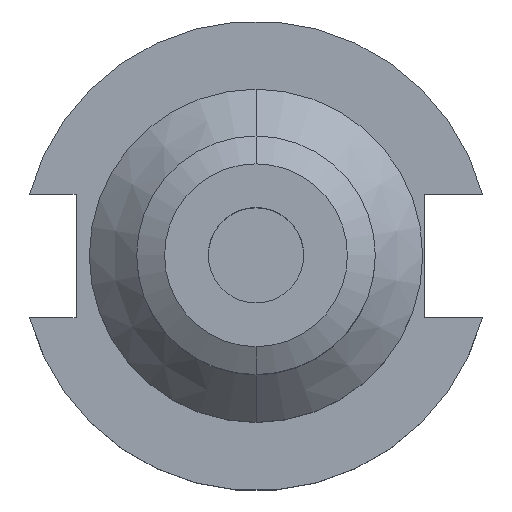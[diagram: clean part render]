
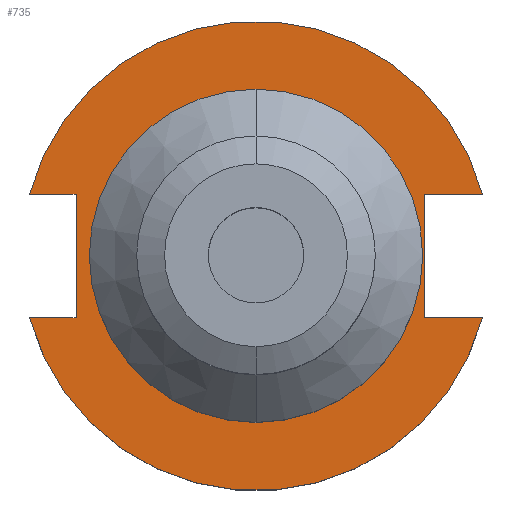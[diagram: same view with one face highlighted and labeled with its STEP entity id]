
A CAD part, top view. The second image highlights one B-rep face of the part: STEP entity #735.
In plain terms, the highlighted planar face has unit normal (0, 0, 1).
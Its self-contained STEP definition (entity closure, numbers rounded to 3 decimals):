
#13 = CARTESIAN_POINT ( 'NONE',  ( 35.306, -12.954, 19.05 ) ) ;
#37 = VERTEX_POINT ( 'NONE', #1877 ) ;
#45 = VERTEX_POINT ( 'NONE', #1884 ) ;
#47 = VECTOR ( 'NONE', #1043, 1000. ) ;
#49 = AXIS2_PLACEMENT_3D ( 'NONE', #1403, #1408, #1416 ) ;
#114 = EDGE_LOOP ( 'NONE', ( #689, #798 ) ) ;
#121 = VECTOR ( 'NONE', #1751, 1000. ) ;
#123 = EDGE_CURVE ( 'NONE', #1372, #1108, #1266, .T. ) ;
#143 = VECTOR ( 'NONE', #1190, 1000. ) ;
#266 = ORIENTED_EDGE ( 'NONE', *, *, #427, .T. ) ;
#286 = FACE_OUTER_BOUND ( 'NONE', #1619, .T. ) ;
#320 = VERTEX_POINT ( 'NONE', #580 ) ;
#325 = AXIS2_PLACEMENT_3D ( 'NONE', #1706, #1713, #1719 ) ;
#355 = CARTESIAN_POINT ( 'NONE',  ( 0., 0., 19.05 ) ) ;
#359 = VECTOR ( 'NONE', #1852, 1000. ) ;
#383 = CARTESIAN_POINT ( 'NONE',  ( -47.477, 12.954, 19.05 ) ) ;
#385 = CARTESIAN_POINT ( 'NONE',  ( -37.719, 12.954, 19.05 ) ) ;
#396 = VERTEX_POINT ( 'NONE', #964 ) ;
#421 = LINE ( 'NONE', #1060, #47 ) ;
#427 = EDGE_CURVE ( 'NONE', #607, #1909, #1429, .T. ) ;
#437 = ORIENTED_EDGE ( 'NONE', *, *, #706, .F. ) ;
#442 = ORIENTED_EDGE ( 'NONE', *, *, #1494, .F. ) ;
#486 = DIRECTION ( 'NONE',  ( 0., 0., 1. ) ) ;
#499 = CIRCLE ( 'NONE', #325, 34.925 ) ;
#501 = EDGE_CURVE ( 'NONE', #37, #320, #499, .T. ) ;
#508 = LINE ( 'NONE', #1691, #121 ) ;
#511 = DIRECTION ( 'NONE',  ( 1., 0., 0. ) ) ;
#512 = DIRECTION ( 'NONE',  ( 1., 0., 0. ) ) ;
#530 = LINE ( 'NONE', #812, #1697 ) ;
#580 = CARTESIAN_POINT ( 'NONE',  ( 34.925, 0., 19.05 ) ) ;
#607 = VERTEX_POINT ( 'NONE', #1466 ) ;
#644 = CARTESIAN_POINT ( 'NONE',  ( -37.719, -12.954, 19.05 ) ) ;
#655 = ORIENTED_EDGE ( 'NONE', *, *, #123, .F. ) ;
#673 = AXIS2_PLACEMENT_3D ( 'NONE', #1607, #1845, #1853 ) ;
#689 = ORIENTED_EDGE ( 'NONE', *, *, #1740, .F. ) ;
#706 = EDGE_CURVE ( 'NONE', #1462, #396, #421, .T. ) ;
#735 = ADVANCED_FACE ( 'NONE', ( #1558, #286 ), #1592, .T. ) ;
#752 = AXIS2_PLACEMENT_3D ( 'NONE', #355, #486, #512 ) ;
#798 = ORIENTED_EDGE ( 'NONE', *, *, #501, .F. ) ;
#812 = CARTESIAN_POINT ( 'NONE',  ( 35.306, 12.954, 19.05 ) ) ;
#814 = CARTESIAN_POINT ( 'NONE',  ( -63.719, -12.954, 19.05 ) ) ;
#846 = EDGE_CURVE ( 'NONE', #607, #1372, #1537, .T. ) ;
#852 = AXIS2_PLACEMENT_3D ( 'NONE', #1160, #1449, #511 ) ;
#856 = VECTOR ( 'NONE', #1689, 1000. ) ;
#889 = EDGE_CURVE ( 'NONE', #1462, #1326, #1699, .T. ) ;
#964 = CARTESIAN_POINT ( 'NONE',  ( 35.306, 12.954, 19.05 ) ) ;
#985 = DIRECTION ( 'NONE',  ( 0., -1., 0. ) ) ;
#1043 = DIRECTION ( 'NONE',  ( -1., 0., 0. ) ) ;
#1060 = CARTESIAN_POINT ( 'NONE',  ( 35.306, 12.954, 19.05 ) ) ;
#1108 = VERTEX_POINT ( 'NONE', #385 ) ;
#1160 = CARTESIAN_POINT ( 'NONE',  ( 0., 0., 19.05 ) ) ;
#1187 = EDGE_CURVE ( 'NONE', #45, #1909, #1788, .T. ) ;
#1190 = DIRECTION ( 'NONE',  ( 1., 0., 0. ) ) ;
#1258 = CARTESIAN_POINT ( 'NONE',  ( 47.477, 12.954, 19.05 ) ) ;
#1266 = LINE ( 'NONE', #1432, #856 ) ;
#1326 = VERTEX_POINT ( 'NONE', #383 ) ;
#1372 = VERTEX_POINT ( 'NONE', #644 ) ;
#1403 = CARTESIAN_POINT ( 'NONE',  ( 0., 0., 19.05 ) ) ;
#1408 = DIRECTION ( 'NONE',  ( 0., 0., 1. ) ) ;
#1416 = DIRECTION ( 'NONE',  ( 1., 0., 0. ) ) ;
#1429 = CIRCLE ( 'NONE', #49, 49.212 ) ;
#1432 = CARTESIAN_POINT ( 'NONE',  ( -37.719, 12.954, 19.05 ) ) ;
#1449 = DIRECTION ( 'NONE',  ( 0., 0., 1. ) ) ;
#1462 = VERTEX_POINT ( 'NONE', #1258 ) ;
#1466 = CARTESIAN_POINT ( 'NONE',  ( -47.477, -12.954, 19.05 ) ) ;
#1494 = EDGE_CURVE ( 'NONE', #1108, #1326, #508, .T. ) ;
#1537 = LINE ( 'NONE', #814, #359 ) ;
#1558 = FACE_BOUND ( 'NONE', #114, .T. ) ;
#1592 = PLANE ( 'NONE',  #673 ) ;
#1607 = CARTESIAN_POINT ( 'NONE',  ( 0., 49.212, 19.05 ) ) ;
#1610 = ORIENTED_EDGE ( 'NONE', *, *, #889, .T. ) ;
#1619 = EDGE_LOOP ( 'NONE', ( #266, #1823, #1685, #437, #1610, #442, #655, #1630 ) ) ;
#1630 = ORIENTED_EDGE ( 'NONE', *, *, #846, .F. ) ;
#1685 = ORIENTED_EDGE ( 'NONE', *, *, #1848, .F. ) ;
#1689 = DIRECTION ( 'NONE',  ( 0., 1., 0. ) ) ;
#1691 = CARTESIAN_POINT ( 'NONE',  ( -63.719, 12.954, 19.05 ) ) ;
#1697 = VECTOR ( 'NONE', #985, 1000. ) ;
#1699 = CIRCLE ( 'NONE', #852, 49.212 ) ;
#1700 = CARTESIAN_POINT ( 'NONE',  ( 47.477, -12.954, 19.05 ) ) ;
#1706 = CARTESIAN_POINT ( 'NONE',  ( 0., 0., 19.05 ) ) ;
#1713 = DIRECTION ( 'NONE',  ( 0., 0., 1. ) ) ;
#1719 = DIRECTION ( 'NONE',  ( 1., 0., 0. ) ) ;
#1740 = EDGE_CURVE ( 'NONE', #320, #37, #1834, .T. ) ;
#1751 = DIRECTION ( 'NONE',  ( -1., 0., 0. ) ) ;
#1788 = LINE ( 'NONE', #13, #143 ) ;
#1823 = ORIENTED_EDGE ( 'NONE', *, *, #1187, .F. ) ;
#1834 = CIRCLE ( 'NONE', #752, 34.925 ) ;
#1845 = DIRECTION ( 'NONE',  ( 0., 0., 1. ) ) ;
#1848 = EDGE_CURVE ( 'NONE', #396, #45, #530, .T. ) ;
#1852 = DIRECTION ( 'NONE',  ( 1., 0., 0. ) ) ;
#1853 = DIRECTION ( 'NONE',  ( 1., 0., 0. ) ) ;
#1877 = CARTESIAN_POINT ( 'NONE',  ( -34.925, 0., 19.05 ) ) ;
#1884 = CARTESIAN_POINT ( 'NONE',  ( 35.306, -12.954, 19.05 ) ) ;
#1909 = VERTEX_POINT ( 'NONE', #1700 ) ;
